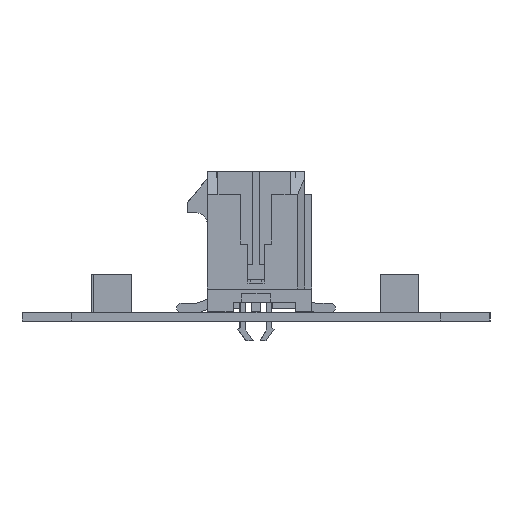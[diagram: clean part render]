
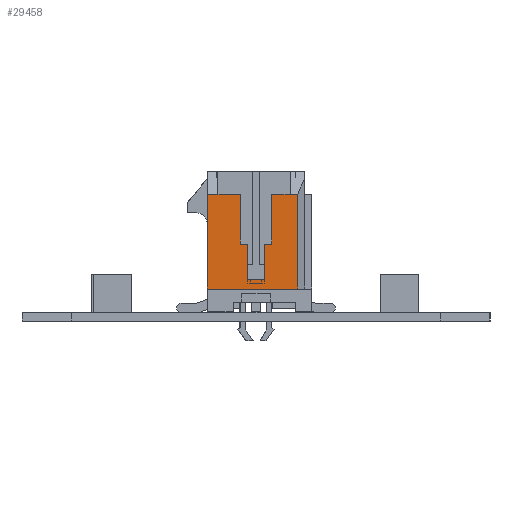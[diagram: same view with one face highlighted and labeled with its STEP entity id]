
A CAD part, left-side view. The second image highlights one B-rep face of the part: STEP entity #29458.
In plain terms, the highlighted planar face has unit normal (-1, 0, 0).
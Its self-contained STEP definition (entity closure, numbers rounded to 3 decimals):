
#29458 = ADVANCED_FACE('',(#29459),#29573,.F.);
#29459 = FACE_BOUND('',#29460,.F.);
#29460 = EDGE_LOOP('',(#29461,#29471,#29479,#29487,#29495,#29503,#29511,
    #29519,#29527,#29535,#29543,#29551,#29559,#29567));
#29461 = ORIENTED_EDGE('',*,*,#29462,.F.);
#29462 = EDGE_CURVE('',#29463,#29465,#29467,.T.);
#29463 = VERTEX_POINT('',#29464);
#29464 = CARTESIAN_POINT('',(-7.825,-1.1,3.315));
#29465 = VERTEX_POINT('',#29466);
#29466 = CARTESIAN_POINT('',(-7.825,-1.1,-0.185));
#29467 = LINE('',#29468,#29469);
#29468 = CARTESIAN_POINT('',(-7.825,-1.1,3.315));
#29469 = VECTOR('',#29470,1.);
#29470 = DIRECTION('',(0.,0.,-1.));
#29471 = ORIENTED_EDGE('',*,*,#29472,.F.);
#29472 = EDGE_CURVE('',#29473,#29463,#29475,.T.);
#29473 = VERTEX_POINT('',#29474);
#29474 = CARTESIAN_POINT('',(-7.825,-2.41,3.315));
#29475 = LINE('',#29476,#29477);
#29476 = CARTESIAN_POINT('',(-7.825,-2.41,3.315));
#29477 = VECTOR('',#29478,1.);
#29478 = DIRECTION('',(0.,1.,0.));
#29479 = ORIENTED_EDGE('',*,*,#29480,.T.);
#29480 = EDGE_CURVE('',#29473,#29481,#29483,.T.);
#29481 = VERTEX_POINT('',#29482);
#29482 = CARTESIAN_POINT('',(-7.825,-2.93,3.315));
#29483 = LINE('',#29484,#29485);
#29484 = CARTESIAN_POINT('',(-7.825,-2.41,3.315));
#29485 = VECTOR('',#29486,1.);
#29486 = DIRECTION('',(0.,-1.,0.));
#29487 = ORIENTED_EDGE('',*,*,#29488,.T.);
#29488 = EDGE_CURVE('',#29481,#29489,#29491,.T.);
#29489 = VERTEX_POINT('',#29490);
#29490 = CARTESIAN_POINT('',(-7.825,-2.93,-3.355));
#29491 = LINE('',#29492,#29493);
#29492 = CARTESIAN_POINT('',(-7.825,-2.93,3.315));
#29493 = VECTOR('',#29494,1.);
#29494 = DIRECTION('',(0.,0.,-1.));
#29495 = ORIENTED_EDGE('',*,*,#29496,.T.);
#29496 = EDGE_CURVE('',#29489,#29497,#29499,.T.);
#29497 = VERTEX_POINT('',#29498);
#29498 = CARTESIAN_POINT('',(-7.825,3.43,-3.355));
#29499 = LINE('',#29500,#29501);
#29500 = CARTESIAN_POINT('',(-7.825,-2.93,-3.355));
#29501 = VECTOR('',#29502,1.);
#29502 = DIRECTION('',(0.,1.,0.));
#29503 = ORIENTED_EDGE('',*,*,#29504,.T.);
#29504 = EDGE_CURVE('',#29497,#29505,#29507,.T.);
#29505 = VERTEX_POINT('',#29506);
#29506 = CARTESIAN_POINT('',(-7.825,3.43,3.315));
#29507 = LINE('',#29508,#29509);
#29508 = CARTESIAN_POINT('',(-7.825,3.43,-3.355));
#29509 = VECTOR('',#29510,1.);
#29510 = DIRECTION('',(0.,0.,1.));
#29511 = ORIENTED_EDGE('',*,*,#29512,.T.);
#29512 = EDGE_CURVE('',#29505,#29513,#29515,.T.);
#29513 = VERTEX_POINT('',#29514);
#29514 = CARTESIAN_POINT('',(-7.825,2.68,3.315));
#29515 = LINE('',#29516,#29517);
#29516 = CARTESIAN_POINT('',(-7.825,3.43,3.315));
#29517 = VECTOR('',#29518,1.);
#29518 = DIRECTION('',(0.,-1.,0.));
#29519 = ORIENTED_EDGE('',*,*,#29520,.F.);
#29520 = EDGE_CURVE('',#29521,#29513,#29523,.T.);
#29521 = VERTEX_POINT('',#29522);
#29522 = CARTESIAN_POINT('',(-7.825,1.1,3.315));
#29523 = LINE('',#29524,#29525);
#29524 = CARTESIAN_POINT('',(-7.825,1.1,3.315));
#29525 = VECTOR('',#29526,1.);
#29526 = DIRECTION('',(0.,1.,0.));
#29527 = ORIENTED_EDGE('',*,*,#29528,.T.);
#29528 = EDGE_CURVE('',#29521,#29529,#29531,.T.);
#29529 = VERTEX_POINT('',#29530);
#29530 = CARTESIAN_POINT('',(-7.825,1.1,-0.185));
#29531 = LINE('',#29532,#29533);
#29532 = CARTESIAN_POINT('',(-7.825,1.1,3.315));
#29533 = VECTOR('',#29534,1.);
#29534 = DIRECTION('',(0.,0.,-1.));
#29535 = ORIENTED_EDGE('',*,*,#29536,.F.);
#29536 = EDGE_CURVE('',#29537,#29529,#29539,.T.);
#29537 = VERTEX_POINT('',#29538);
#29538 = CARTESIAN_POINT('',(-7.825,0.575,-0.185));
#29539 = LINE('',#29540,#29541);
#29540 = CARTESIAN_POINT('',(-7.825,0.575,-0.185));
#29541 = VECTOR('',#29542,1.);
#29542 = DIRECTION('',(0.,1.,0.));
#29543 = ORIENTED_EDGE('',*,*,#29544,.F.);
#29544 = EDGE_CURVE('',#29545,#29537,#29547,.T.);
#29545 = VERTEX_POINT('',#29546);
#29546 = CARTESIAN_POINT('',(-7.825,0.575,-2.685));
#29547 = LINE('',#29548,#29549);
#29548 = CARTESIAN_POINT('',(-7.825,0.575,-2.685));
#29549 = VECTOR('',#29550,1.);
#29550 = DIRECTION('',(0.,0.,1.));
#29551 = ORIENTED_EDGE('',*,*,#29552,.F.);
#29552 = EDGE_CURVE('',#29553,#29545,#29555,.T.);
#29553 = VERTEX_POINT('',#29554);
#29554 = CARTESIAN_POINT('',(-7.825,-0.575,-2.685));
#29555 = LINE('',#29556,#29557);
#29556 = CARTESIAN_POINT('',(-7.825,-0.575,-2.685));
#29557 = VECTOR('',#29558,1.);
#29558 = DIRECTION('',(0.,1.,0.));
#29559 = ORIENTED_EDGE('',*,*,#29560,.F.);
#29560 = EDGE_CURVE('',#29561,#29553,#29563,.T.);
#29561 = VERTEX_POINT('',#29562);
#29562 = CARTESIAN_POINT('',(-7.825,-0.575,-0.185));
#29563 = LINE('',#29564,#29565);
#29564 = CARTESIAN_POINT('',(-7.825,-0.575,-0.185));
#29565 = VECTOR('',#29566,1.);
#29566 = DIRECTION('',(0.,0.,-1.));
#29567 = ORIENTED_EDGE('',*,*,#29568,.F.);
#29568 = EDGE_CURVE('',#29465,#29561,#29569,.T.);
#29569 = LINE('',#29570,#29571);
#29570 = CARTESIAN_POINT('',(-7.825,-1.1,-0.185));
#29571 = VECTOR('',#29572,1.);
#29572 = DIRECTION('',(0.,1.,0.));
#29573 = PLANE('',#29574);
#29574 = AXIS2_PLACEMENT_3D('',#29575,#29576,#29577);
#29575 = CARTESIAN_POINT('',(-7.825,0.,0.));
#29576 = DIRECTION('',(1.,0.,0.));
#29577 = DIRECTION('',(0.,0.,-1.));
